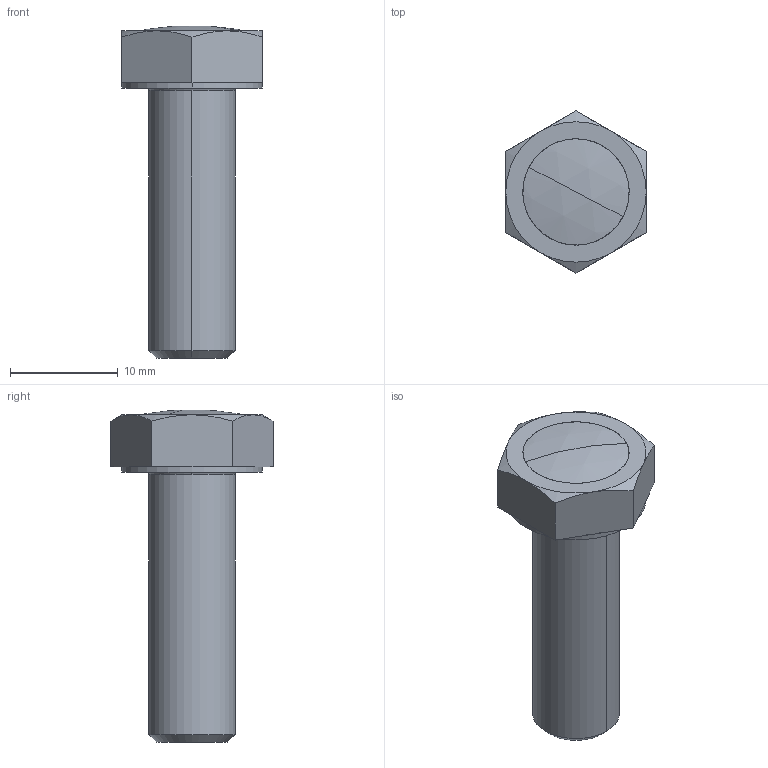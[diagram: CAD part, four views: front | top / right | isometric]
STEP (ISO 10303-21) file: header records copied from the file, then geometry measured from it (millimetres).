
FILE_DESCRIPTION (( 'STEP AP214' ), '1' );
FILE_NAME ('Z-RFC-P17.step', '2015-11-24T10:14:31', ( 'dummy' ), ( 'Microsoft' ), 'SwSTEP 2.0', 'SolidWorks 2014', '' );
FILE_SCHEMA (( 'AUTOMOTIVE_DESIGN' ));
Length unit declared in the file: millimetre
Products named in the file (1): Z-RFC-P17
Bounding box: 13 x 15.01 x 30.74 mm (x, y, z)
Surface area: 1138.1 mm2 (no closed solid volume)
Topology: 0 solids, 2 shells, 31 faces, 69 edges, 42 vertices
Faces by surface type: plane 15, cone 8, cylinder 4, torus 2, sphere 2
Entity records: 1265 total; most frequent: CARTESIAN_POINT 211, DIRECTION 154, ORIENTED_EDGE 134, EDGE_CURVE 69, AXIS2_PLACEMENT_3D 65, VERTEX_POINT 42, CIRCLE 33, EDGE_LOOP 33
